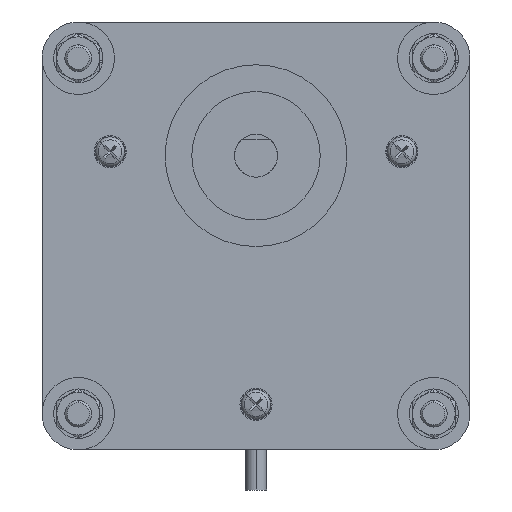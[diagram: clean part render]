
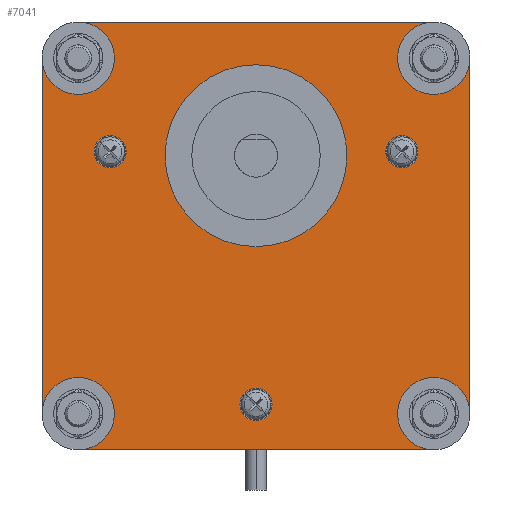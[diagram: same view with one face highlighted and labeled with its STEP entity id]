
A CAD part, left-side view. The second image highlights one B-rep face of the part: STEP entity #7041.
In plain terms, the highlighted planar face has unit normal (-1, 0, 0).
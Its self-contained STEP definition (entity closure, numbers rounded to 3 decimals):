
#5408=CARTESIAN_POINT('POINT832',(1.,0.,
   -43.5));
#5409=VERTEX_POINT('VERTEX832',#5408);
#5416=CARTESIAN_POINT('POINT833',(1.,
   0.,-49.5));
#5417=VERTEX_POINT('VERTEX833',#5416);
#5418=CARTESIAN_POINT('POS1024',(1.,0.,
   -46.5));
#5419=DIRECTION('DIR1582',(1.,0.,0.));
#5420=DIRECTION('DIR1583',(0.,0.,1.));
#5421=AXIS2_PLACEMENT_3D('AXIS559',#5418,#5419,#5420);
#5422=CIRCLE('ELLIPSE252',#5421,3.);
#5423=EDGE_CURVE('EDGE1365',#5417,#5409,#5422,.T.);
#5443=EDGE_CURVE('EDGE1367',#5409,#5417,#5422,.T.);
#5448=CARTESIAN_POINT('POINT834',(1.,
   -27.28,3.75));
#5449=VERTEX_POINT('VERTEX834',#5448);
#5456=CARTESIAN_POINT('POINT835',(1.,
   -27.28,-2.25));
#5457=VERTEX_POINT('VERTEX835',#5456);
#5458=CARTESIAN_POINT('POS1028',(1.,
   -27.28,0.75));
#5459=DIRECTION('DIR1588',(1.,0.,0.));
#5460=DIRECTION('DIR1589',(0.,0.,1.));
#5461=AXIS2_PLACEMENT_3D('AXIS561',#5458,#5459,#5460);
#5462=CIRCLE('ELLIPSE253',#5461,3.);
#5463=EDGE_CURVE('EDGE1369',#5457,#5449,#5462,.T.);
#5483=EDGE_CURVE('EDGE1371',#5449,#5457,#5462,.T.);
#5488=CARTESIAN_POINT('POINT836',(1.,
   27.28,3.75));
#5489=VERTEX_POINT('VERTEX836',#5488);
#5496=CARTESIAN_POINT('POINT837',(1.,
   27.28,-2.25));
#5497=VERTEX_POINT('VERTEX837',#5496);
#5498=CARTESIAN_POINT('POS1032',(1.,
   27.28,0.75));
#5499=DIRECTION('DIR1594',(1.,0.,0.));
#5500=DIRECTION('DIR1595',(0.,0.,1.));
#5501=AXIS2_PLACEMENT_3D('AXIS563',#5498,#5499,#5500);
#5502=CIRCLE('ELLIPSE254',#5501,3.);
#5503=EDGE_CURVE('EDGE1373',#5497,#5489,#5502,.T.);
#5523=EDGE_CURVE('EDGE1375',#5489,#5497,#5502,.T.);
#5528=CARTESIAN_POINT('POINT838',(1.,
   0.,17.));
#5529=VERTEX_POINT('VERTEX838',#5528);
#5537=CARTESIAN_POINT('POINT839',(1.,0.,
   -17.));
#5538=VERTEX_POINT('VERTEX839',#5537);
#5545=CARTESIAN_POINT('POS1037',(1.,0.,
   0.));
#5546=DIRECTION('DIR1601',(1.,0.,0.));
#5547=DIRECTION('DIR1602',(0.,0.,1.));
#5548=AXIS2_PLACEMENT_3D('AXIS565',#5545,#5546,#5547);
#5549=CIRCLE('ELLIPSE255',#5548,17.);
#5550=EDGE_CURVE('EDGE1378',#5529,#5538,#5549,.T.);
#5561=EDGE_CURVE('EDGE1379',#5538,#5529,#5549,.T.);
#6755=CARTESIAN_POINT('POINT905',(1.,33.234,
   25.));
#6756=VERTEX_POINT('VERTEX905',#6755);
#6764=CARTESIAN_POINT('POINT906',(1.,
   33.234,11.468));
#6765=VERTEX_POINT('VERTEX906',#6764);
#6772=CARTESIAN_POINT('POS1127',(1.,
   33.234,18.234));
#6773=DIRECTION('DIR1725',(1.,0.,0.));
#6774=DIRECTION('DIR1726',(0.,0.,-1.));
#6775=AXIS2_PLACEMENT_3D('AXIS599',#6772,#6773,#6774);
#6776=CIRCLE('ELLIPSE260',#6775,6.766);
#6777=EDGE_CURVE('EDGE1486',#6756,#6765,#6776,.T.);
#6826=CARTESIAN_POINT('POINT910',(1.,40.,
   -48.234));
#6827=VERTEX_POINT('VERTEX910',#6826);
#6835=CARTESIAN_POINT('POINT911',(1.,26.468,
   -48.234));
#6836=VERTEX_POINT('VERTEX911',#6835);
#6843=CARTESIAN_POINT('POS1133',(1.,33.234,
   -48.234));
#6844=DIRECTION('DIR1735',(1.,0.,0.));
#6845=DIRECTION('DIR1736',(0.,0.,-1.));
#6846=AXIS2_PLACEMENT_3D('AXIS603',#6843,#6844,#6845);
#6847=CIRCLE('ELLIPSE262',#6846,6.766);
#6848=EDGE_CURVE('EDGE1492',#6827,#6836,#6847,.T.);
#6893=CARTESIAN_POINT('POINT914',(1.,-33.234,
   -55.));
#6894=VERTEX_POINT('VERTEX914',#6893);
#6902=CARTESIAN_POINT('POINT915',(1.,-33.234,
   -41.468));
#6903=VERTEX_POINT('VERTEX915',#6902);
#6910=CARTESIAN_POINT('POS1139',(1.,-33.234,
   -48.234));
#6911=DIRECTION('DIR1745',(1.,0.,0.));
#6912=DIRECTION('DIR1746',(0.,0.,-1.));
#6913=AXIS2_PLACEMENT_3D('AXIS607',#6910,#6911,#6912);
#6914=CIRCLE('ELLIPSE264',#6913,6.766);
#6915=EDGE_CURVE('EDGE1497',#6894,#6903,#6914,.T.);
#6964=ORIENTED_EDGE('COEDGE2929',*,*,#5561,.T.);
#6965=ORIENTED_EDGE('COEDGE2930',*,*,#5550,.T.);
#6966=EDGE_LOOP('NONE',(#6964,#6965));
#6967=FACE_BOUND('LOOP1',#6966,.T.);
#6968=ORIENTED_EDGE('COEDGE2931',*,*,#5523,.T.);
#6969=ORIENTED_EDGE('COEDGE2932',*,*,#5503,.T.);
#6970=EDGE_LOOP('NONE',(#6968,#6969));
#6971=FACE_BOUND('LOOP1',#6970,.T.);
#6972=ORIENTED_EDGE('COEDGE2933',*,*,#5483,.T.);
#6973=ORIENTED_EDGE('COEDGE2934',*,*,#5463,.T.);
#6974=EDGE_LOOP('NONE',(#6972,#6973));
#6975=FACE_BOUND('LOOP1',#6974,.T.);
#6976=ORIENTED_EDGE('COEDGE2935',*,*,#5443,.T.);
#6977=ORIENTED_EDGE('COEDGE2936',*,*,#5423,.T.);
#6978=EDGE_LOOP('NONE',(#6976,#6977));
#6979=FACE_BOUND('LOOP1',#6978,.T.);
#6980=ORIENTED_EDGE('COEDGE2937',*,*,#6848,.T.);
#6981=CARTESIAN_POINT('POINT919',(1.,33.234,
   -55.));
#6982=VERTEX_POINT('VERTEX919',#6981);
#6983=EDGE_CURVE('EDGE1501',#6836,#6982,#6847,.T.);
#6984=ORIENTED_EDGE('COEDGE2938',*,*,#6983,.T.);
#6985=CARTESIAN_POINT('POS1143',(1.,33.234,
   -55.));
#6986=DIRECTION('DIR1753',(0.,-1.,0.));
#6987=VECTOR('VEC533',#6986,1.);
#6988=LINE('STRAIGHT533',#6985,#6987);
#6989=EDGE_CURVE('EDGE1502',#6982,#6894,#6988,.T.);
#6990=ORIENTED_EDGE('COEDGE2939',*,*,#6989,.T.);
#6991=ORIENTED_EDGE('COEDGE2940',*,*,#6915,.T.);
#6992=CARTESIAN_POINT('POINT920',(1.,-40.,
   -48.234));
#6993=VERTEX_POINT('VERTEX920',#6992);
#6994=EDGE_CURVE('EDGE1503',#6903,#6993,#6914,.T.);
#6995=ORIENTED_EDGE('COEDGE2941',*,*,#6994,.T.);
#6996=CARTESIAN_POINT('POINT921',(1.,-40.,
   18.234));
#6997=VERTEX_POINT('VERTEX921',#6996);
#6998=CARTESIAN_POINT('POS1144',(1.,-40.,-15.));
#6999=DIRECTION('DIR1754',(0.,0.,1.));
#7000=VECTOR('VEC534',#6999,1.);
#7001=LINE('STRAIGHT534',#6998,#7000);
#7002=EDGE_CURVE('EDGE1504',#6993,#6997,#7001,.T.);
#7003=ORIENTED_EDGE('COEDGE2942',*,*,#7002,.T.);
#7004=CARTESIAN_POINT('POINT922',(1.,
   -26.468,18.234));
#7005=VERTEX_POINT('VERTEX922',#7004);
#7006=CARTESIAN_POINT('POS1145',(1.,
   -33.234,18.234));
#7007=DIRECTION('DIR1755',(1.,0.,0.));
#7008=DIRECTION('DIR1756',(0.,0.,-1.));
#7009=AXIS2_PLACEMENT_3D('AXIS611',#7006,#7007,#7008);
#7010=CIRCLE('ELLIPSE266',#7009,6.766);
#7011=EDGE_CURVE('EDGE1505',#6997,#7005,#7010,.T.);
#7012=ORIENTED_EDGE('COEDGE2943',*,*,#7011,.T.);
#7013=CARTESIAN_POINT('POINT923',(1.,-33.234,
   25.));
#7014=VERTEX_POINT('VERTEX923',#7013);
#7015=EDGE_CURVE('EDGE1506',#7005,#7014,#7010,.T.);
#7016=ORIENTED_EDGE('COEDGE2944',*,*,#7015,.T.);
#7017=CARTESIAN_POINT('POS1146',(1.,-33.234,
   25.));
#7018=DIRECTION('DIR1757',(0.,1.,0.));
#7019=VECTOR('VEC535',#7018,1.);
#7020=LINE('STRAIGHT535',#7017,#7019);
#7021=EDGE_CURVE('EDGE1507',#7014,#6756,#7020,.T.);
#7022=ORIENTED_EDGE('COEDGE2945',*,*,#7021,.T.);
#7023=ORIENTED_EDGE('COEDGE2946',*,*,#6777,.T.);
#7024=CARTESIAN_POINT('POINT924',(1.,40.,
   18.234));
#7025=VERTEX_POINT('VERTEX924',#7024);
#7026=EDGE_CURVE('EDGE1508',#6765,#7025,#6776,.T.);
#7027=ORIENTED_EDGE('COEDGE2947',*,*,#7026,.T.);
#7028=CARTESIAN_POINT('POS1147',(1.,40.,18.234
   ));
#7029=DIRECTION('DIR1758',(0.,0.,-1.));
#7030=VECTOR('VEC536',#7029,1.);
#7031=LINE('STRAIGHT536',#7028,#7030);
#7032=EDGE_CURVE('EDGE1509',#7025,#6827,#7031,.T.);
#7033=ORIENTED_EDGE('COEDGE2948',*,*,#7032,.T.);
#7034=EDGE_LOOP('NONE',(#6980,#6984,#6990,#6991,#6995,#7003,#7012,#7016,
   #7022,#7023,#7027,#7033));
#7035=FACE_BOUND('LOOP1',#7034,.T.);
#7036=CARTESIAN_POINT('POS1148',(1.,0.,
   -15.));
#7037=DIRECTION('DIR1759',(1.,0.,0.));
#7038=DIRECTION('DIR1760',(0.,1.,0.));
#7039=AXIS2_PLACEMENT_3D('AXIS612',#7036,#7037,#7038);
#7040=PLANE('PLANE245',#7039);
#7041=ADVANCED_FACE('FACE640',(#6967,#6971,#6975,#6979,#7035),#7040,.F.)
   ;
